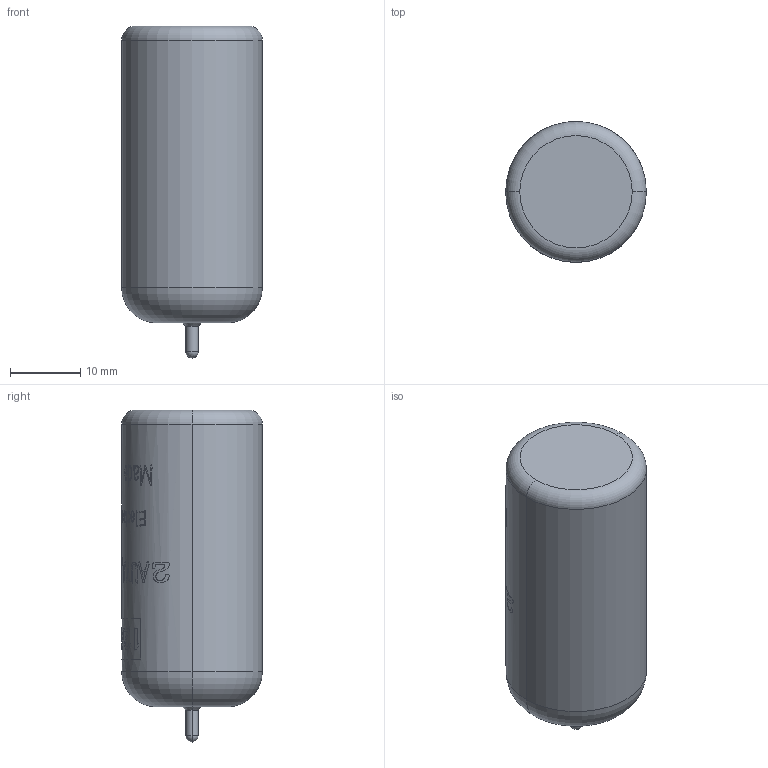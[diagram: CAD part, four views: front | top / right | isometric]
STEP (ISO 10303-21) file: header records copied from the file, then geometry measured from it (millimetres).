
FILE_DESCRIPTION (( 'STEP AP214' ), '1' );
FILE_NAME ('萇赽奪12AU7A.STEP', '2012-05-28T07:57:23', ( '' ), ( '' ), 'SwSTEP 2.0', 'SolidWorks 2012', '' );
FILE_SCHEMA (( 'AUTOMOTIVE_DESIGN' ));
Length unit declared in the file: millimetre
Products named in the file (1): 萇赽奪12AU7A
Bounding box: 20 x 20 x 47.25 mm (x, y, z)
Volume: 12934.3 mm3; surface area: 3105.5 mm2
Topology: 1 solids, 1 shells, 77 faces, 912 edges, 899 vertices
Faces by surface type: cylinder 67, torus 4, sphere 2, cone 2, plane 2
Entity records: 13774 total; most frequent: CARTESIAN_POINT 7650, ORIENTED_EDGE 1816, EDGE_CURVE 908, VERTEX_POINT 897, DIRECTION 396, B_SPLINE_CURVE_WITH_KNOTS 393, AXIS2_PLACEMENT_3D 155, EDGE_LOOP 141
